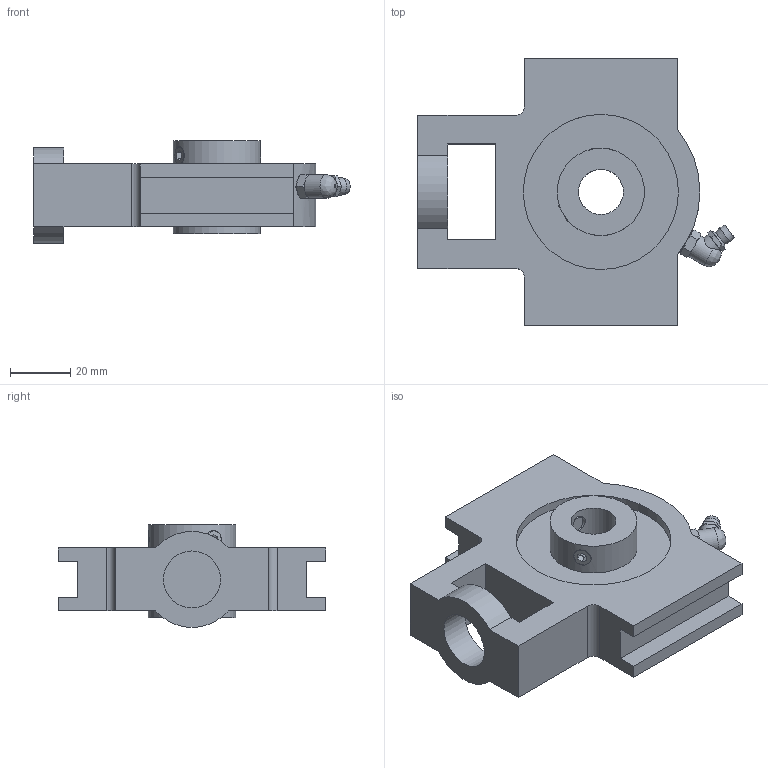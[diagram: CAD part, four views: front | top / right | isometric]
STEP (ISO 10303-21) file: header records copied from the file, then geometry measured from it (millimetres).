
FILE_DESCRIPTION( ( 'STEP AP214' ), ' ' );
FILE_NAME( 'UCT202J.stp', '2018-05-30T07:29:36', ( '' ), ( '' ), ' ', 'PARTsolutions', ' ' );
FILE_SCHEMA( ( 'AUTOMOTIVE_DESIGN { 1 0 10303 214 1 1 1 1 }' ) );
Length unit declared in the file: millimetre
Products named in the file (2): UCT202J; _UCT202- Housing
Assembly tree (1 placements, depth 2):
  UCT202J
    _UCT202- Housing
Bounding box: 105.43 x 89 x 34.3 mm (x, y, z)
Volume: 111114.9 mm3; surface area: 27152.7 mm2
Topology: 1 solids, 1 shells, 119 faces, 289 edges, 181 vertices
Faces by surface type: plane 61, cone 31, cylinder 24, torus 2, bspline 1
Full cylindrical faces by diameter (mm): 6 x2, 7 x1, 8 x2, 15 x1, 19 x1, 29.1 x2, 51.7 x2
Entity records: 4761 total; most frequent: CARTESIAN_POINT 1256, ORIENTED_EDGE 508, DIRECTION 482, EDGE_CURVE 254, AXIS2_PLACEMENT_3D 185, VERTEX_POINT 169, EDGE_LOOP 155, FACE_OUTER_BOUND 133
